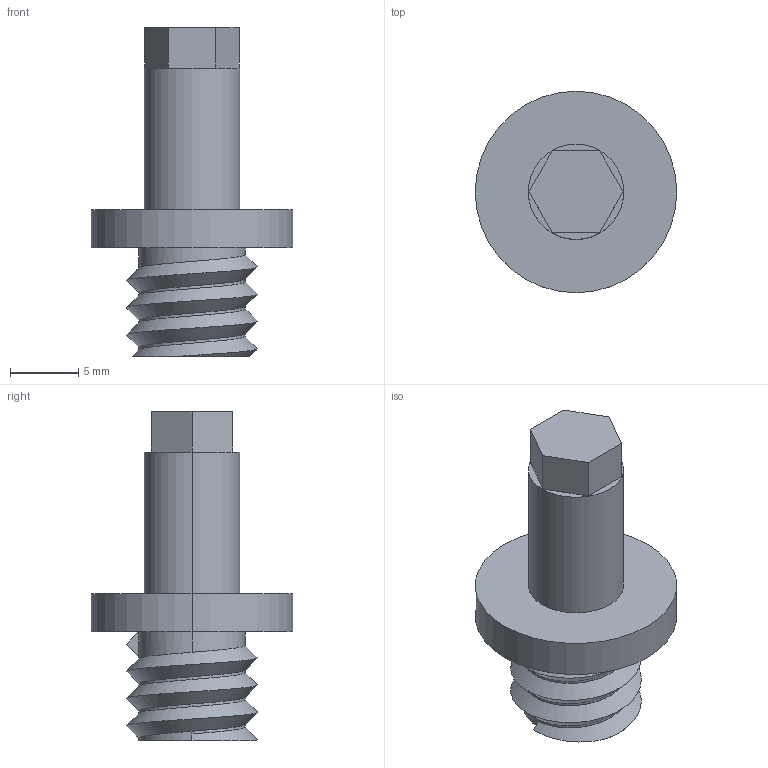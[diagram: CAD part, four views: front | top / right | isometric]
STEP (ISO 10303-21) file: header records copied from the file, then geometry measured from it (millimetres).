
FILE_DESCRIPTION (( 'STEP AP203' ), '1' );
FILE_NAME ('蹟隊-湮-酗粣', '2024-09-27T09:30:48', ( '' ), ( '' ), 'SwSTEP 2.0', 'SolidWorks 2022', '' );
FILE_SCHEMA (( 'CONFIG_CONTROL_DESIGN' ));
Length unit declared in the file: millimetre
Products named in the file (1): 螺钉-大-长轴-3¤_á-3_è_¨￠
Bounding box: 14.8 x 14.8 x 24.2 mm (x, y, z)
Volume: 1433.4 mm3; surface area: 1061.4 mm2
Topology: 1 solids, 1 shells, 28 faces, 66 edges, 43 vertices
Faces by surface type: cylinder 13, plane 13, bspline 2
Entity records: 1402 total; most frequent: CARTESIAN_POINT 730, ORIENTED_EDGE 132, DIRECTION 112, EDGE_CURVE 66, VERTEX_POINT 43, AXIS2_PLACEMENT_3D 39, VECTOR 34, LINE 34
